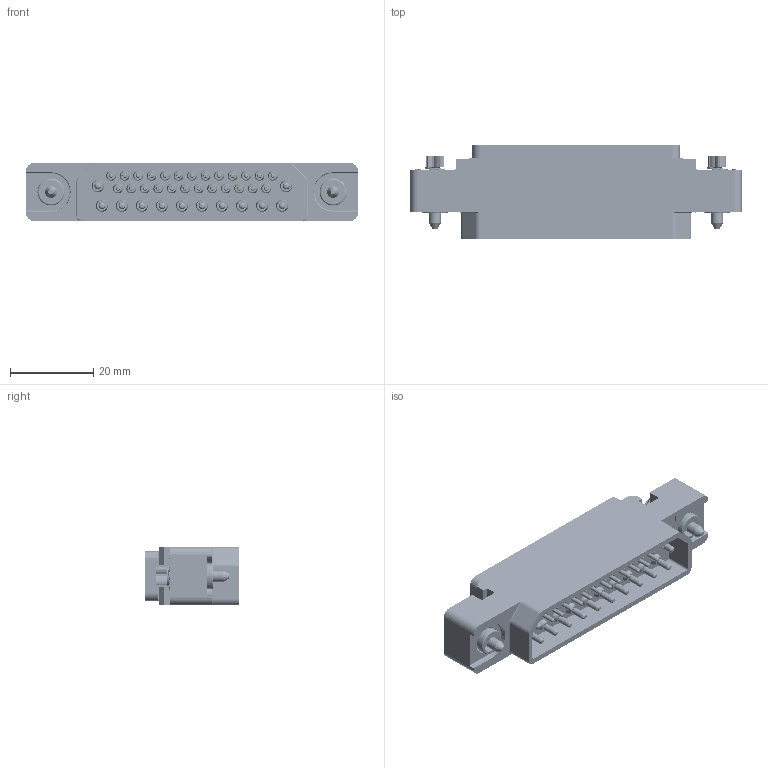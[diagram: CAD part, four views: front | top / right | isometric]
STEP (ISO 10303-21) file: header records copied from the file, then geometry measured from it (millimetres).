
FILE_DESCRIPTION((''),'2;1');
FILE_NAME('1900ND09P1A00B','2019-10-29T',('presta_be4'),(''),'CREO PARAMETRIC BY PTC INC, 2018360','CREO PARAMETRIC BY PTC INC, 2018360','');
FILE_SCHEMA(('CONFIG_CONTROL_DESIGN'));
Products named in the file (1): 1900ND09P1A00B
Bounding box: 80 x 22.8 x 14 mm (x, y, z)
Volume: 13159 mm3; surface area: 19427 mm2
Topology: 1 solids, 29 shells, 6246 faces, 14478 edges, 8706 vertices
Faces by surface type: plane 2070, cylinder 1966, torus 1122, cone 936, sphere 100, extrusion 28, bspline 24
Entity records: 203240 total; most frequent: CARTESIAN_POINT 58506, DIRECTION 32304, ORIENTED_EDGE 28700, EDGE_CURVE 14350, AXIS2_PLACEMENT_3D 12622, VERTEX_POINT 8706, VECTOR 7060, LINE 7032
